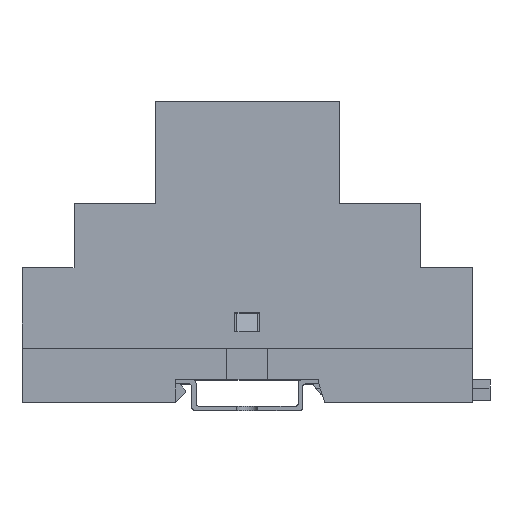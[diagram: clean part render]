
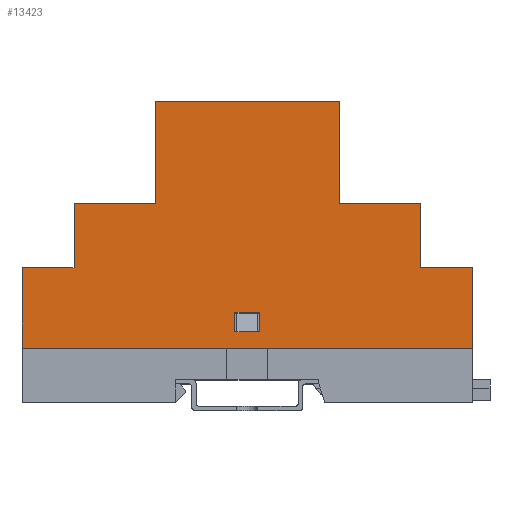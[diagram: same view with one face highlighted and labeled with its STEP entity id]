
A CAD part, top view. The second image highlights one B-rep face of the part: STEP entity #13423.
In plain terms, the highlighted planar face has unit normal (0, 0, 1).
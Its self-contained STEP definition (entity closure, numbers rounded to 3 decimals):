
#29 = DIRECTION ( 'NONE',  ( 1., 0., 0. ) ) ;
#69 = VECTOR ( 'NONE', #484, 1000. ) ;
#106 = VECTOR ( 'NONE', #9766, 1000. ) ;
#289 = EDGE_CURVE ( 'NONE', #14431, #11243, #3233, .T. ) ;
#484 = DIRECTION ( 'NONE',  ( 0., -1., 0. ) ) ;
#488 = CARTESIAN_POINT ( 'NONE',  ( 22.5, 35.3, 17.5 ) ) ;
#720 = CARTESIAN_POINT ( 'NONE',  ( -55., 35.3, 17.5 ) ) ;
#973 = ORIENTED_EDGE ( 'NONE', *, *, #12521, .F. ) ;
#1060 = EDGE_CURVE ( 'NONE', #5379, #14847, #1542, .T. ) ;
#1342 = EDGE_LOOP ( 'NONE', ( #16428, #24565, #14559, #19207 ) ) ;
#1380 = ORIENTED_EDGE ( 'NONE', *, *, #23623, .T. ) ;
#1542 = LINE ( 'NONE', #18377, #21771 ) ;
#1783 = VECTOR ( 'NONE', #2996, 1000. ) ;
#2021 = VERTEX_POINT ( 'NONE', #6962 ) ;
#2223 = VERTEX_POINT ( 'NONE', #19170 ) ;
#2331 = VERTEX_POINT ( 'NONE', #21668 ) ;
#2442 = CARTESIAN_POINT ( 'NONE',  ( 42.3, 19.6, 17.5 ) ) ;
#2996 = DIRECTION ( 'NONE',  ( 0., -1., 0. ) ) ;
#3041 = VERTEX_POINT ( 'NONE', #12875 ) ;
#3165 = DIRECTION ( 'NONE',  ( 1., 0., 0. ) ) ;
#3233 = LINE ( 'NONE', #15309, #8575 ) ;
#3374 = ORIENTED_EDGE ( 'NONE', *, *, #11599, .T. ) ;
#3460 = DIRECTION ( 'NONE',  ( 1., 0., 0. ) ) ;
#3597 = LINE ( 'NONE', #17123, #27098 ) ;
#4019 = CARTESIAN_POINT ( 'NONE',  ( -22.5, 60.3, 17.5 ) ) ;
#4022 = VERTEX_POINT ( 'NONE', #23527 ) ;
#4525 = VECTOR ( 'NONE', #22626, 1000. ) ;
#4587 = VERTEX_POINT ( 'NONE', #12324 ) ;
#4926 = EDGE_CURVE ( 'NONE', #3041, #5379, #26814, .T. ) ;
#4950 = CARTESIAN_POINT ( 'NONE',  ( 22.5, 60.3, 17.5 ) ) ;
#5379 = VERTEX_POINT ( 'NONE', #13691 ) ;
#6260 = DIRECTION ( 'NONE',  ( 0., -1., 0. ) ) ;
#6962 = CARTESIAN_POINT ( 'NONE',  ( 3., 8.7, 17.5 ) ) ;
#7103 = LINE ( 'NONE', #4019, #17703 ) ;
#7203 = AXIS2_PLACEMENT_3D ( 'NONE', #720, #26152, #11661 ) ;
#7208 = VERTEX_POINT ( 'NONE', #2442 ) ;
#7532 = VERTEX_POINT ( 'NONE', #17045 ) ;
#8124 = VECTOR ( 'NONE', #14600, 1000. ) ;
#8376 = DIRECTION ( 'NONE',  ( 0., -1., 0. ) ) ;
#8478 = CARTESIAN_POINT ( 'NONE',  ( -42.3, 19.6, 17.5 ) ) ;
#8575 = VECTOR ( 'NONE', #15398, 1000. ) ;
#8638 = VERTEX_POINT ( 'NONE', #14001 ) ;
#8878 = VECTOR ( 'NONE', #15401, 1000. ) ;
#9766 = DIRECTION ( 'NONE',  ( 0., 1., 0. ) ) ;
#9860 = CARTESIAN_POINT ( 'NONE',  ( 55., 0., 17.5 ) ) ;
#10274 = VECTOR ( 'NONE', #3165, 1000. ) ;
#10427 = CARTESIAN_POINT ( 'NONE',  ( 22.5, 60.3, 17.5 ) ) ;
#10637 = ORIENTED_EDGE ( 'NONE', *, *, #25785, .F. ) ;
#10977 = CARTESIAN_POINT ( 'NONE',  ( -55., 35.3, 17.5 ) ) ;
#11243 = VERTEX_POINT ( 'NONE', #27456 ) ;
#11599 = EDGE_CURVE ( 'NONE', #7532, #15219, #13714, .T. ) ;
#11661 = DIRECTION ( 'NONE',  ( -1., 0., 0. ) ) ;
#11704 = LINE ( 'NONE', #25085, #20968 ) ;
#11818 = EDGE_CURVE ( 'NONE', #8638, #14847, #7103, .T. ) ;
#12004 = CARTESIAN_POINT ( 'NONE',  ( 42.3, 19.6, 17.5 ) ) ;
#12255 = VERTEX_POINT ( 'NONE', #22430 ) ;
#12324 = CARTESIAN_POINT ( 'NONE',  ( 22.5, 60.3, 17.5 ) ) ;
#12521 = EDGE_CURVE ( 'NONE', #20829, #15219, #11704, .T. ) ;
#12628 = EDGE_CURVE ( 'NONE', #2223, #7532, #20283, .T. ) ;
#12875 = CARTESIAN_POINT ( 'NONE',  ( -42.3, 19.6, 17.5 ) ) ;
#13423 = ADVANCED_FACE ( 'NONE', ( #19592, #15591 ), #15620, .F. ) ;
#13691 = CARTESIAN_POINT ( 'NONE',  ( -42.3, 35.3, 17.5 ) ) ;
#13714 = LINE ( 'NONE', #17930, #19016 ) ;
#13841 = LINE ( 'NONE', #25937, #8878 ) ;
#14001 = CARTESIAN_POINT ( 'NONE',  ( -22.5, 60.3, 17.5 ) ) ;
#14063 = ORIENTED_EDGE ( 'NONE', *, *, #11818, .T. ) ;
#14431 = VERTEX_POINT ( 'NONE', #488 ) ;
#14490 = CARTESIAN_POINT ( 'NONE',  ( 3., 8.7, 17.5 ) ) ;
#14559 = ORIENTED_EDGE ( 'NONE', *, *, #26503, .T. ) ;
#14600 = DIRECTION ( 'NONE',  ( 0., -1., 0. ) ) ;
#14689 = DIRECTION ( 'NONE',  ( 1., 0., 0. ) ) ;
#14847 = VERTEX_POINT ( 'NONE', #27301 ) ;
#15134 = ORIENTED_EDGE ( 'NONE', *, *, #23897, .F. ) ;
#15219 = VERTEX_POINT ( 'NONE', #9860 ) ;
#15309 = CARTESIAN_POINT ( 'NONE',  ( -55., 35.3, 17.5 ) ) ;
#15381 = ORIENTED_EDGE ( 'NONE', *, *, #27222, .F. ) ;
#15390 = LINE ( 'NONE', #14490, #8124 ) ;
#15398 = DIRECTION ( 'NONE',  ( 1., 0., 0. ) ) ;
#15401 = DIRECTION ( 'NONE',  ( 1., 0., 0. ) ) ;
#15591 = FACE_BOUND ( 'NONE', #1342, .T. ) ;
#15620 = PLANE ( 'NONE',  #7203 ) ;
#16428 = ORIENTED_EDGE ( 'NONE', *, *, #19345, .T. ) ;
#16950 = EDGE_CURVE ( 'NONE', #2021, #12255, #15390, .T. ) ;
#17045 = CARTESIAN_POINT ( 'NONE',  ( -55., 0., 17.5 ) ) ;
#17123 = CARTESIAN_POINT ( 'NONE',  ( 3., 4., 17.5 ) ) ;
#17219 = EDGE_CURVE ( 'NONE', #4587, #14431, #25946, .T. ) ;
#17703 = VECTOR ( 'NONE', #6260, 1000. ) ;
#17930 = CARTESIAN_POINT ( 'NONE',  ( -55., 0., 17.5 ) ) ;
#18377 = CARTESIAN_POINT ( 'NONE',  ( -55., 35.3, 17.5 ) ) ;
#18467 = DIRECTION ( 'NONE',  ( 1., 0., 0. ) ) ;
#18903 = VECTOR ( 'NONE', #23547, 1000. ) ;
#19016 = VECTOR ( 'NONE', #3460, 1000. ) ;
#19170 = CARTESIAN_POINT ( 'NONE',  ( -55., 19.6, 17.5 ) ) ;
#19207 = ORIENTED_EDGE ( 'NONE', *, *, #21844, .T. ) ;
#19345 = EDGE_CURVE ( 'NONE', #4022, #2021, #25821, .T. ) ;
#19592 = FACE_OUTER_BOUND ( 'NONE', #22881, .T. ) ;
#20283 = LINE ( 'NONE', #10977, #69 ) ;
#20829 = VERTEX_POINT ( 'NONE', #23309 ) ;
#20968 = VECTOR ( 'NONE', #8376, 1000. ) ;
#21244 = VECTOR ( 'NONE', #29, 1000. ) ;
#21580 = DIRECTION ( 'NONE',  ( -1., 0., 0. ) ) ;
#21624 = ORIENTED_EDGE ( 'NONE', *, *, #289, .F. ) ;
#21668 = CARTESIAN_POINT ( 'NONE',  ( -3., 4., 17.5 ) ) ;
#21771 = VECTOR ( 'NONE', #18467, 1000. ) ;
#21844 = EDGE_CURVE ( 'NONE', #2331, #4022, #24689, .T. ) ;
#21954 = LINE ( 'NONE', #10427, #26897 ) ;
#22231 = ORIENTED_EDGE ( 'NONE', *, *, #17219, .F. ) ;
#22430 = CARTESIAN_POINT ( 'NONE',  ( 3., 4., 17.5 ) ) ;
#22626 = DIRECTION ( 'NONE',  ( 0., 1., 0. ) ) ;
#22706 = CARTESIAN_POINT ( 'NONE',  ( -3., 8.7, 17.5 ) ) ;
#22881 = EDGE_LOOP ( 'NONE', ( #23422, #23818, #10637, #25108, #3374, #973, #15381, #1380, #21624, #22231, #15134, #14063 ) ) ;
#23309 = CARTESIAN_POINT ( 'NONE',  ( 55., 19.6, 17.5 ) ) ;
#23422 = ORIENTED_EDGE ( 'NONE', *, *, #1060, .F. ) ;
#23527 = CARTESIAN_POINT ( 'NONE',  ( -3., 8.7, 17.5 ) ) ;
#23547 = DIRECTION ( 'NONE',  ( 0., 1., 0. ) ) ;
#23623 = EDGE_CURVE ( 'NONE', #7208, #11243, #25604, .T. ) ;
#23818 = ORIENTED_EDGE ( 'NONE', *, *, #4926, .F. ) ;
#23897 = EDGE_CURVE ( 'NONE', #8638, #4587, #21954, .T. ) ;
#24565 = ORIENTED_EDGE ( 'NONE', *, *, #16950, .T. ) ;
#24689 = LINE ( 'NONE', #22706, #4525 ) ;
#25085 = CARTESIAN_POINT ( 'NONE',  ( 55., 35.3, 17.5 ) ) ;
#25108 = ORIENTED_EDGE ( 'NONE', *, *, #12628, .T. ) ;
#25195 = CARTESIAN_POINT ( 'NONE',  ( -42.3, 19.6, 17.5 ) ) ;
#25604 = LINE ( 'NONE', #12004, #106 ) ;
#25785 = EDGE_CURVE ( 'NONE', #2223, #3041, #26820, .T. ) ;
#25821 = LINE ( 'NONE', #26748, #10274 ) ;
#25937 = CARTESIAN_POINT ( 'NONE',  ( 55., 19.6, 17.5 ) ) ;
#25946 = LINE ( 'NONE', #4950, #1783 ) ;
#26152 = DIRECTION ( 'NONE',  ( 0., 0., -1. ) ) ;
#26503 = EDGE_CURVE ( 'NONE', #12255, #2331, #3597, .T. ) ;
#26748 = CARTESIAN_POINT ( 'NONE',  ( 3., 8.7, 17.5 ) ) ;
#26814 = LINE ( 'NONE', #8478, #18903 ) ;
#26820 = LINE ( 'NONE', #25195, #21244 ) ;
#26897 = VECTOR ( 'NONE', #14689, 1000. ) ;
#27098 = VECTOR ( 'NONE', #21580, 1000. ) ;
#27222 = EDGE_CURVE ( 'NONE', #7208, #20829, #13841, .T. ) ;
#27301 = CARTESIAN_POINT ( 'NONE',  ( -22.5, 35.3, 17.5 ) ) ;
#27456 = CARTESIAN_POINT ( 'NONE',  ( 42.3, 35.3, 17.5 ) ) ;
